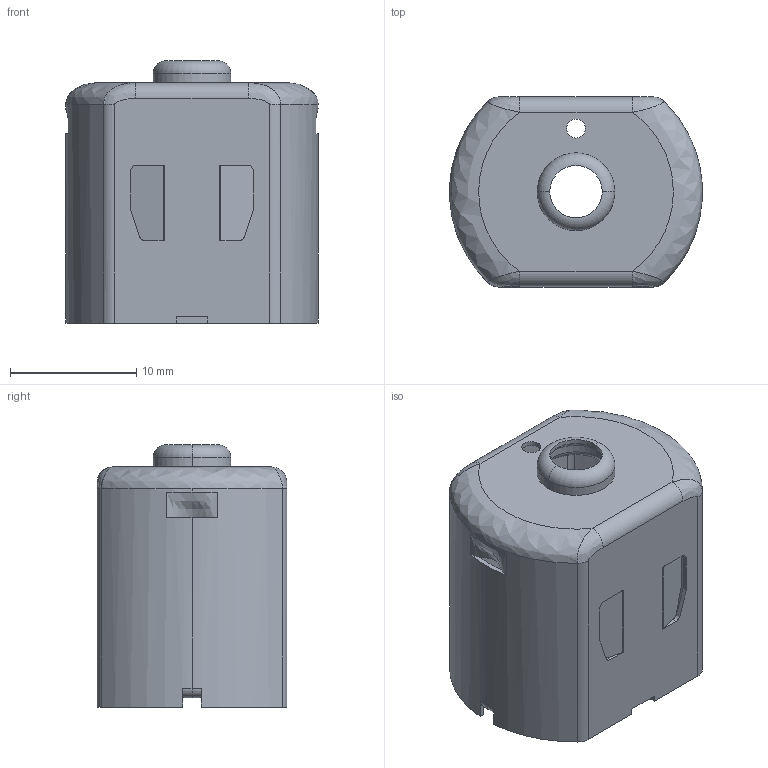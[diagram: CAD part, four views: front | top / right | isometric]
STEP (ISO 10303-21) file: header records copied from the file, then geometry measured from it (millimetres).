
FILE_DESCRIPTION (( 'STEP AP203' ), '1' );
FILE_NAME ('Housing_Default_sldprt.STEP', '2025-04-05T11:43:35', ( '' ), ( '' ), 'SwSTEP 2.0', 'SolidWorks 2024', '' );
FILE_SCHEMA (( 'CONFIG_CONTROL_DESIGN' ));
Length unit declared in the file: millimetre
Products named in the file (1): Housing_Default_sldprt
Bounding box: 20 x 15 x 20.75 mm (x, y, z)
Volume: 501.5 mm3; surface area: 2730.6 mm2
Topology: 1 solids, 1 shells, 122 faces, 332 edges, 210 vertices
Faces by surface type: plane 48, cylinder 36, bspline 16, torus 14, cone 8
Entity records: 7005 total; most frequent: CARTESIAN_POINT 3909, ORIENTED_EDGE 664, DIRECTION 600, EDGE_CURVE 332, AXIS2_PLACEMENT_3D 221, VERTEX_POINT 210, LINE 158, VECTOR 158
